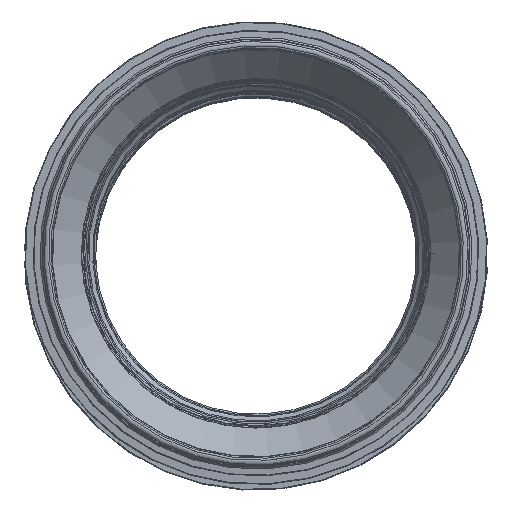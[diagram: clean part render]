
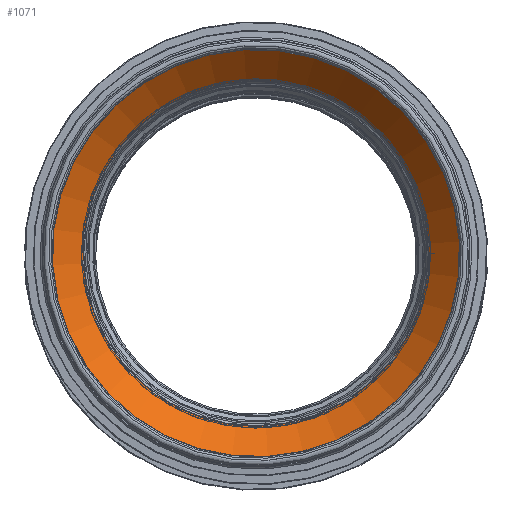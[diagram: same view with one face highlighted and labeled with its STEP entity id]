
A CAD part, top view. The second image highlights one B-rep face of the part: STEP entity #1071.
In plain terms, the highlighted conical face has half-angle 44.961 degrees and reference radius 55.714 mm.
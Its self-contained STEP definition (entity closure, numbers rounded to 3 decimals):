
#1037=CARTESIAN_POINT('',(61.086,44.06,0.0));
#1038=VERTEX_POINT('',#1037);
#1039=CARTESIAN_POINT('',(0.0,44.06,0.0));
#1040=DIRECTION('',(0.0,-1.0,0.0));
#1041=DIRECTION('',(1.0,0.0,0.0));
#1042=AXIS2_PLACEMENT_3D('',#1039,#1040,#1041);
#1043=CIRCLE('',#1042,61.086);
#1044=EDGE_CURVE('',#1038,#1038,#1043,.T.);
#1052=CARTESIAN_POINT('',(0.0,49.44,0.0));
#1053=DIRECTION('',(0.0,-1.0,0.0));
#1054=DIRECTION('',(1.0,0.0,0.0));
#1055=AXIS2_PLACEMENT_3D('',#1052,#1053,#1054);
#1056=CONICAL_SURFACE('',#1055,55.714,44.961);
#1057=CARTESIAN_POINT('',(50.341,54.82,0.0));
#1058=VERTEX_POINT('',#1057);
#1059=CARTESIAN_POINT('',(0.0,54.82,0.0));
#1060=DIRECTION('',(0.0,-1.0,0.0));
#1061=DIRECTION('',(1.0,0.0,0.0));
#1062=AXIS2_PLACEMENT_3D('',#1059,#1060,#1061);
#1063=CIRCLE('',#1062,50.341);
#1064=EDGE_CURVE('',#1058,#1058,#1063,.T.);
#1065=ORIENTED_EDGE('',*,*,#1064,.F.);
#1066=EDGE_LOOP('',(#1065));
#1067=FACE_OUTER_BOUND('',#1066,.T.);
#1068=ORIENTED_EDGE('',*,*,#1044,.T.);
#1069=EDGE_LOOP('',(#1068));
#1070=FACE_BOUND('',#1069,.T.);
#1071=ADVANCED_FACE('',(#1067,#1070),#1056,.F.);
